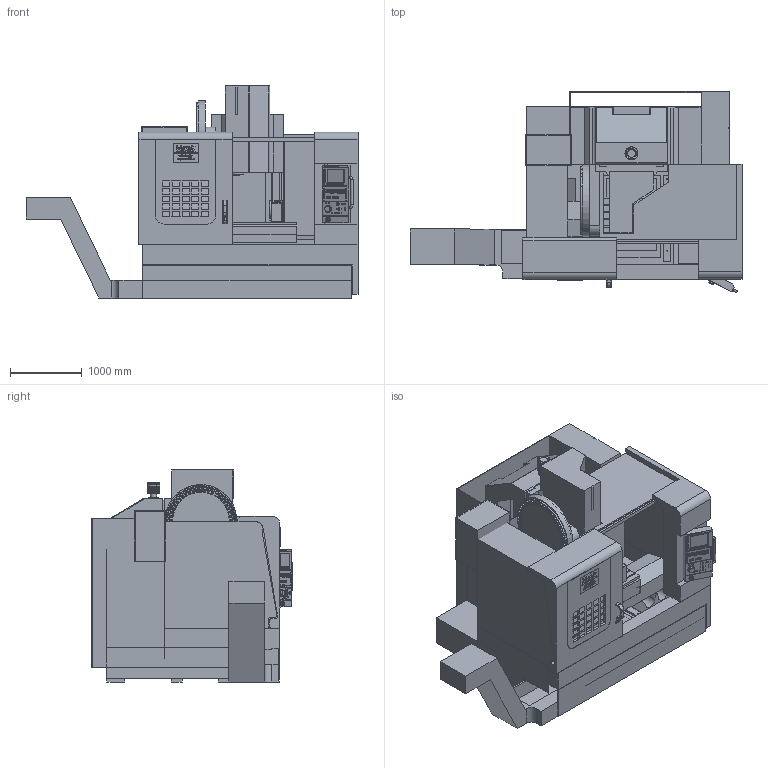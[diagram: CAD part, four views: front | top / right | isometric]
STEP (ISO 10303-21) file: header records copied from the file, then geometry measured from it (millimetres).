
FILE_DESCRIPTION(('FreeCAD Model'),'2;1');
FILE_NAME('Open CASCADE Shape Model','2025-05-09T20:04:15',('FreeCAD'),( 'FreeCAD'),'Open CASCADE STEP processor 7.6','FreeCAD','Unknown');
FILE_SCHEMA(('AUTOMOTIVE_DESIGN { 1 0 10303 214 1 1 1 1 }'));
Products named in the file (1): Open CASCADE STEP translator 7.6 1
Bounding box: 4624.32 x 2792.27 x 2953.2 mm (x, y, z)
Volume: 6168659617.5 mm3; surface area: 128492438.1 mm2
Topology: 37 solids, 44 shells, 6549 faces, 17711 edges, 11775 vertices
Faces by surface type: plane 3725, extrusion 1902, cylinder 698, cone 149, torus 54, bspline 13, sphere 7, revolution 1
Full cylindrical faces by diameter (mm): 0.505 x1, 2 x8, 2.2 x4, 3 x4, 3.3 x2, 3.925 x1, 4.005 x3, 4.3 x1, 5 x11, 5.3 x2, 6 x13, 6.4 x1, 6.6 x4, 6.8 x1, 7 x1, 8.5 x4, 8.6 x1, 9 x4, 9.5 x1, 10 x6, 10.2 x12, 10.508 x1, 12 x8, 12.7 x1, 13 x1, 13.5 x24, 14 x22, 14.4 x1, 18 x8, 19 x8
Entity records: 219863 total; most frequent: CARTESIAN_POINT 60802, ORIENTED_EDGE 35364, DIRECTION 27197, EDGE_CURVE 17682, VECTOR 12136, VERTEX_POINT 11775, LINE 10234, AXIS2_PLACEMENT_3D 7530
